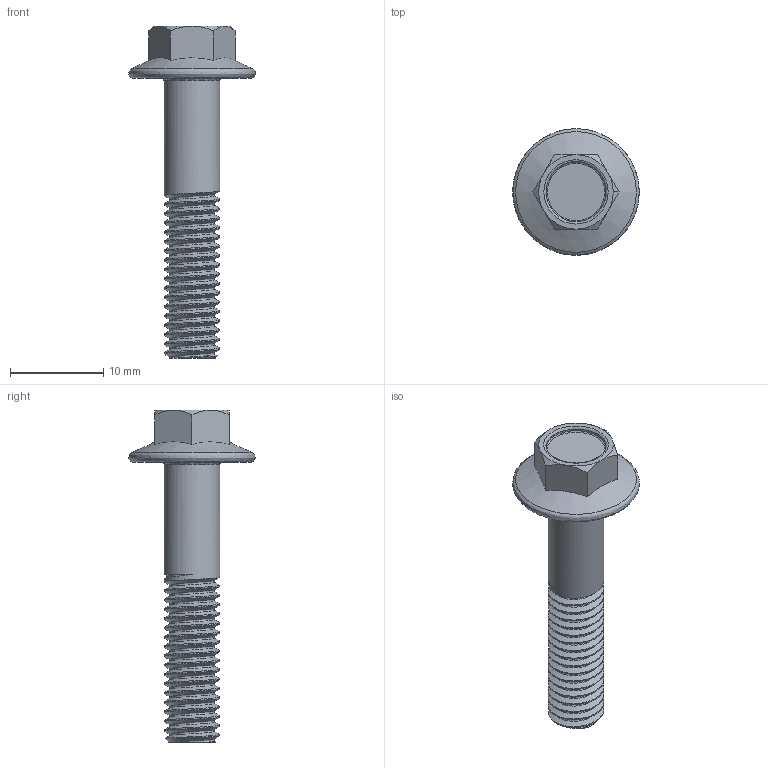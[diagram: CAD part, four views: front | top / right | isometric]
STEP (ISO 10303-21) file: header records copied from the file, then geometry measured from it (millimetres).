
FILE_DESCRIPTION(('FreeCAD Model'),'2;1');
FILE_NAME('Open CASCADE Shape Model','2022-11-22T19:19:36',(''),(''), 'Open CASCADE STEP processor 7.6','FreeCAD','Unknown');
FILE_SCHEMA(('AUTOMOTIVE_DESIGN { 1 0 10303 214 1 1 1 1 }'));
Length unit declared in the file: millimetre
Products named in the file (1): M6x30
Bounding box: 13.6 x 13.57 x 35.63 mm (x, y, z)
Volume: 1170.8 mm3; surface area: 1150 mm2
Topology: 1 solids, 1 shells, 100 faces, 248 edges, 152 vertices
Faces by surface type: bspline 57, cylinder 19, plane 10, cone 10, revolution 4
Full cylindrical faces by diameter (mm): 6 x17, 6.4 x1
Entity records: 17311 total; most frequent: CARTESIAN_POINT 13352, ORIENTED_EDGE 496, PCURVE 496, DEFINITIONAL_REPRESENTATION 496, B_SPLINE_CURVE_WITH_KNOTS 414, DIRECTION 408, EDGE_CURVE 248, SURFACE_CURVE 241
